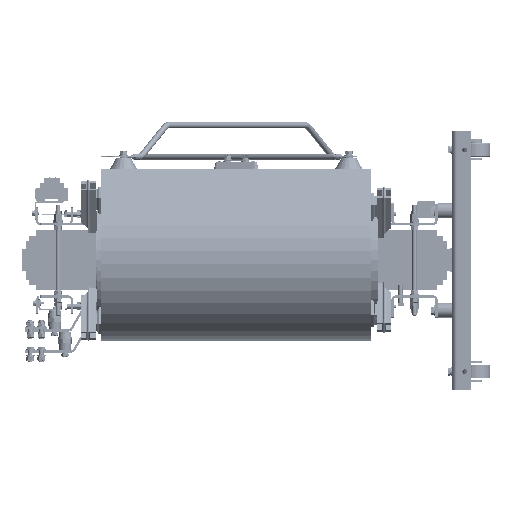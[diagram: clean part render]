
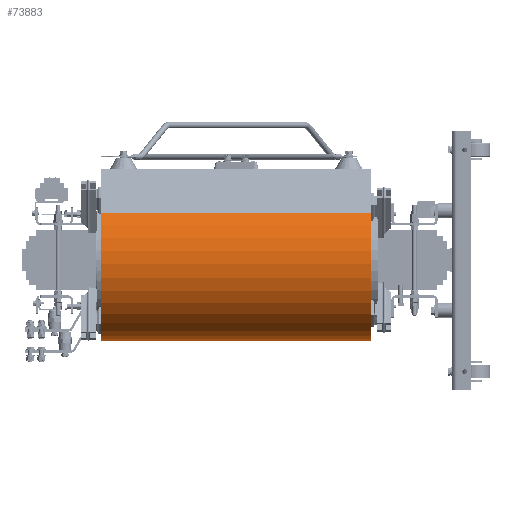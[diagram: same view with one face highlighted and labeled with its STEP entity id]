
A CAD part, left-side view. The second image highlights one B-rep face of the part: STEP entity #73883.
In plain terms, the highlighted cylindrical face has radius 217.5 mm (diameter 435 mm), a partial arc.
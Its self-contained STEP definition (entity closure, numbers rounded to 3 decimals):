
#73883 = ADVANCED_FACE ( 'NONE', ( #435278 ), #435247, .T. ) ;
#202473 = EDGE_LOOP ( 'NONE', ( #367751, #367685, #367858, #367757 ) ) ;
#207280 = AXIS2_PLACEMENT_3D ( 'NONE', #395461, #395479, #395457 ) ;
#281297 = DIRECTION ( 'NONE',  ( 0., -1., 0. ) ) ;
#281337 = CARTESIAN_POINT ( 'NONE',  ( -268.611, 365., 127.252 ) ) ;
#281814 = DIRECTION ( 'NONE',  ( 0., 0., -1. ) ) ;
#281819 = CARTESIAN_POINT ( 'NONE',  ( -445., -365., 0. ) ) ;
#281842 = CARTESIAN_POINT ( 'NONE',  ( -445., 365., 0. ) ) ;
#281873 = DIRECTION ( 'NONE',  ( 0., 1., 0. ) ) ;
#281879 = DIRECTION ( 'NONE',  ( 0., 0., -1. ) ) ;
#281907 = DIRECTION ( 'NONE',  ( 0., 1., 0. ) ) ;
#282174 = DIRECTION ( 'NONE',  ( 0., -1., 0. ) ) ;
#282215 = CARTESIAN_POINT ( 'NONE',  ( -621.389, 365., 127.252 ) ) ;
#283892 = LINE ( 'NONE', #281337, #283931 ) ;
#283931 = VECTOR ( 'NONE', #281297, 1000. ) ;
#284301 = CIRCLE ( 'NONE', #297544, 217.5 ) ;
#284338 = CIRCLE ( 'NONE', #297392, 217.5 ) ;
#284440 = VECTOR ( 'NONE', #282174, 1000. ) ;
#284476 = LINE ( 'NONE', #282215, #284440 ) ;
#297392 = AXIS2_PLACEMENT_3D ( 'NONE', #281819, #281873, #281879 ) ;
#297544 = AXIS2_PLACEMENT_3D ( 'NONE', #281842, #281907, #281814 ) ;
#341919 = CARTESIAN_POINT ( 'NONE',  ( -268.611, 365., 127.252 ) ) ;
#341983 = CARTESIAN_POINT ( 'NONE',  ( -268.611, -365., 127.252 ) ) ;
#342126 = CARTESIAN_POINT ( 'NONE',  ( -621.389, -365., 127.252 ) ) ;
#342263 = CARTESIAN_POINT ( 'NONE',  ( -621.389, 365., 127.252 ) ) ;
#367685 = ORIENTED_EDGE ( 'NONE', *, *, #430867, .F. ) ;
#367751 = ORIENTED_EDGE ( 'NONE', *, *, #430780, .T. ) ;
#367757 = ORIENTED_EDGE ( 'NONE', *, *, #430468, .T. ) ;
#367858 = ORIENTED_EDGE ( 'NONE', *, *, #430757, .F. ) ;
#395457 = DIRECTION ( 'NONE',  ( 0., 0., 1. ) ) ;
#395461 = CARTESIAN_POINT ( 'NONE',  ( -445., 365., 0. ) ) ;
#395479 = DIRECTION ( 'NONE',  ( 0., -1., 0. ) ) ;
#430468 = EDGE_CURVE ( 'NONE', #437797, #437809, #283892, .T. ) ;
#430757 = EDGE_CURVE ( 'NONE', #437797, #437880, #284301, .T. ) ;
#430780 = EDGE_CURVE ( 'NONE', #437809, #437819, #284338, .T. ) ;
#430867 = EDGE_CURVE ( 'NONE', #437880, #437819, #284476, .T. ) ;
#435247 = CYLINDRICAL_SURFACE ( 'NONE', #207280, 217.5 ) ;
#435278 = FACE_OUTER_BOUND ( 'NONE', #202473, .T. ) ;
#437797 = VERTEX_POINT ( 'NONE', #341919 ) ;
#437809 = VERTEX_POINT ( 'NONE', #341983 ) ;
#437819 = VERTEX_POINT ( 'NONE', #342126 ) ;
#437880 = VERTEX_POINT ( 'NONE', #342263 ) ;
